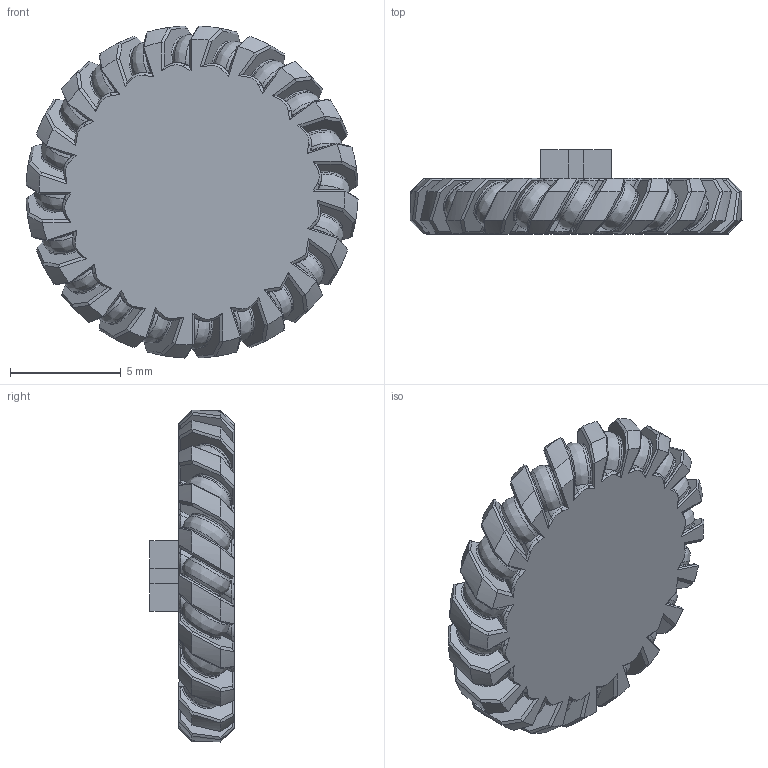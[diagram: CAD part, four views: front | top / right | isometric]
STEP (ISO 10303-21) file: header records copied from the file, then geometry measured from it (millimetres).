
FILE_DESCRIPTION(/* description */ (''),/* implementation_level */ '2;1');
FILE_NAME(/* name */ 'Knob_ANY.step',/* time_stamp */ '2022-10-14T19:35:15+03:00',/* author */ (''),/* organization */ (''),/* preprocessor_version */ 'ST-DEVELOPER v19',/* originating_system */ 'Autodesk Translation Framework v11.7.0.108',/* authorisation */ '');
FILE_SCHEMA (('AUTOMOTIVE_DESIGN { 1 0 10303 214 3 1 1 }'));
Length unit declared in the file: millimetre
Products named in the file (1): iykujhfaegsrdgfhjk
Bounding box: 14.99 x 3.8 x 14.99 mm (x, y, z)
Volume: 313.2 mm3; surface area: 562.4 mm2
Topology: 1 solids, 1 shells, 762 faces, 2139 edges, 1378 vertices
Faces by surface type: bspline 320, plane 302, cone 80, torus 40, cylinder 20
Entity records: 32403 total; most frequent: CARTESIAN_POINT 16084, ORIENTED_EDGE 4278, EDGE_CURVE 2139, DIRECTION 1990, VERTEX_POINT 1378, B_SPLINE_CURVE_WITH_KNOTS 1123, LINE 772, VECTOR 772
